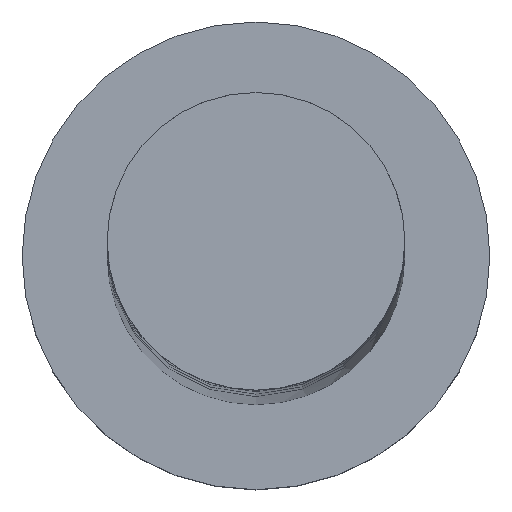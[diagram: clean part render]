
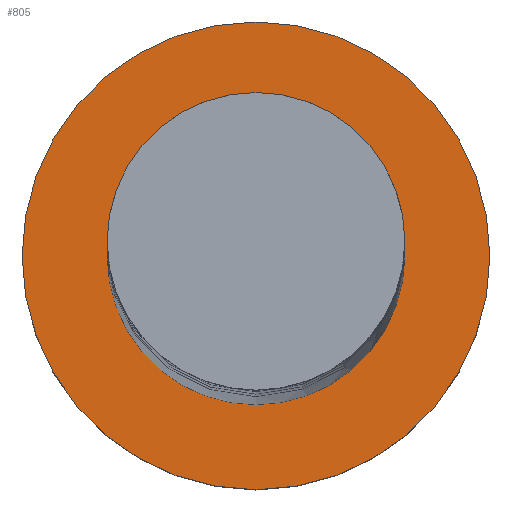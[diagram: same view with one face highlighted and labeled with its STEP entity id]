
A CAD part, top view. The second image highlights one B-rep face of the part: STEP entity #805.
In plain terms, the highlighted planar face has unit normal (0, 0, 1).
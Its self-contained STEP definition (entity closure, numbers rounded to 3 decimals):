
#53 = EDGE_CURVE ( 'NONE', #1446, #1670, #1362, .T. ) ;
#73 = ORIENTED_EDGE ( 'NONE', *, *, #1480, .F. ) ;
#147 = DIRECTION ( 'NONE',  ( 1., 0., 0. ) ) ;
#212 = AXIS2_PLACEMENT_3D ( 'NONE', #1181, #1814, #1041 ) ;
#224 = AXIS2_PLACEMENT_3D ( 'NONE', #1484, #1613, #1930 ) ;
#225 = CARTESIAN_POINT ( 'NONE',  ( 7., 0., 7. ) ) ;
#238 = CARTESIAN_POINT ( 'NONE',  ( 11., 0., 7. ) ) ;
#338 = DIRECTION ( 'NONE',  ( 0., 0., 1. ) ) ;
#412 = EDGE_CURVE ( 'NONE', #1670, #1446, #1559, .T. ) ;
#416 = CARTESIAN_POINT ( 'NONE',  ( 0., 0., 7. ) ) ;
#556 = DIRECTION ( 'NONE',  ( 1., 0., 0. ) ) ;
#633 = DIRECTION ( 'NONE',  ( 0., 0., 1. ) ) ;
#653 = ORIENTED_EDGE ( 'NONE', *, *, #412, .T. ) ;
#731 = FACE_OUTER_BOUND ( 'NONE', #1935, .T. ) ;
#805 = ADVANCED_FACE ( 'NONE', ( #1774, #731 ), #1937, .T. ) ;
#815 = ORIENTED_EDGE ( 'NONE', *, *, #53, .T. ) ;
#879 = AXIS2_PLACEMENT_3D ( 'NONE', #1714, #338, #147 ) ;
#898 = EDGE_LOOP ( 'NONE', ( #73, #1457 ) ) ;
#994 = VERTEX_POINT ( 'NONE', #225 ) ;
#1041 = DIRECTION ( 'NONE',  ( 1., 0., 0. ) ) ;
#1062 = CARTESIAN_POINT ( 'NONE',  ( 0., 0., 7. ) ) ;
#1181 = CARTESIAN_POINT ( 'NONE',  ( 0., 0., 7. ) ) ;
#1240 = DIRECTION ( 'NONE',  ( 1., 0., 0. ) ) ;
#1362 = CIRCLE ( 'NONE', #879, 11. ) ;
#1444 = CIRCLE ( 'NONE', #224, 7. ) ;
#1446 = VERTEX_POINT ( 'NONE', #238 ) ;
#1457 = ORIENTED_EDGE ( 'NONE', *, *, #1779, .F. ) ;
#1480 = EDGE_CURVE ( 'NONE', #1645, #994, #1444, .T. ) ;
#1484 = CARTESIAN_POINT ( 'NONE',  ( 0., 0., 7. ) ) ;
#1494 = CARTESIAN_POINT ( 'NONE',  ( -7., 0., 7. ) ) ;
#1537 = CIRCLE ( 'NONE', #1803, 7. ) ;
#1559 = CIRCLE ( 'NONE', #212, 11. ) ;
#1613 = DIRECTION ( 'NONE',  ( 0., 0., 1. ) ) ;
#1645 = VERTEX_POINT ( 'NONE', #1494 ) ;
#1670 = VERTEX_POINT ( 'NONE', #1693 ) ;
#1693 = CARTESIAN_POINT ( 'NONE',  ( -11., 0., 7. ) ) ;
#1714 = CARTESIAN_POINT ( 'NONE',  ( 0., 0., 7. ) ) ;
#1767 = AXIS2_PLACEMENT_3D ( 'NONE', #416, #1948, #556 ) ;
#1774 = FACE_BOUND ( 'NONE', #898, .T. ) ;
#1779 = EDGE_CURVE ( 'NONE', #994, #1645, #1537, .T. ) ;
#1803 = AXIS2_PLACEMENT_3D ( 'NONE', #1062, #633, #1240 ) ;
#1814 = DIRECTION ( 'NONE',  ( 0., 0., 1. ) ) ;
#1930 = DIRECTION ( 'NONE',  ( 1., 0., 0. ) ) ;
#1935 = EDGE_LOOP ( 'NONE', ( #653, #815 ) ) ;
#1937 = PLANE ( 'NONE',  #1767 ) ;
#1948 = DIRECTION ( 'NONE',  ( 0., 0., 1. ) ) ;
